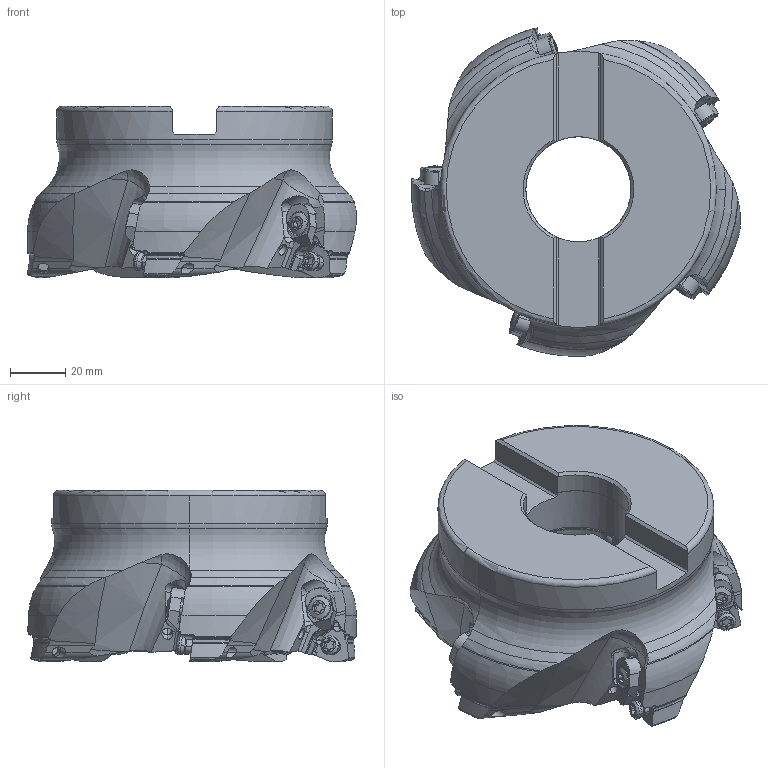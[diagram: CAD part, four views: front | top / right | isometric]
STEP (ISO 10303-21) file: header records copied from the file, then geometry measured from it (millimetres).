
FILE_DESCRIPTION(/* description */ (''),/* implementation_level */ '2;1');
FILE_NAME(/* name */ 'AJX14RA12505E.stp',/* time_stamp */ '2021-09-08T11:49:10+09:00',/* author */ (''),/* organization */ (''),/* preprocessor_version */ 'ST-DEVELOPER v16',/* originating_system */ 'SIEMENS PLM Software NX 10.0',/* authorisation */ '');
FILE_SCHEMA (('AUTOMOTIVE_DESIGN { 1 0 10303 214 3 1 1 1 }'));
Length unit declared in the file: millimetre
Products named in the file (1): AJX14RA12505E_ASM
Bounding box: 119.35 x 119.08 x 62.14 mm (x, y, z)
Volume: 379033.9 mm3; surface area: 55917.2 mm2
Topology: 21 solids, 21 shells, 1083 faces, 2985 edges, 2001 vertices
Faces by surface type: cylinder 512, plane 295, cone 155, torus 81, sphere 25, bspline 15
Entity records: 44203 total; most frequent: CARTESIAN_POINT 15844, DIRECTION 5923, ORIENTED_EDGE 5870, EDGE_CURVE 2935, AXIS2_PLACEMENT_3D 2439, VERTEX_POINT 1929, CIRCLE 1222, EDGE_LOOP 1160
